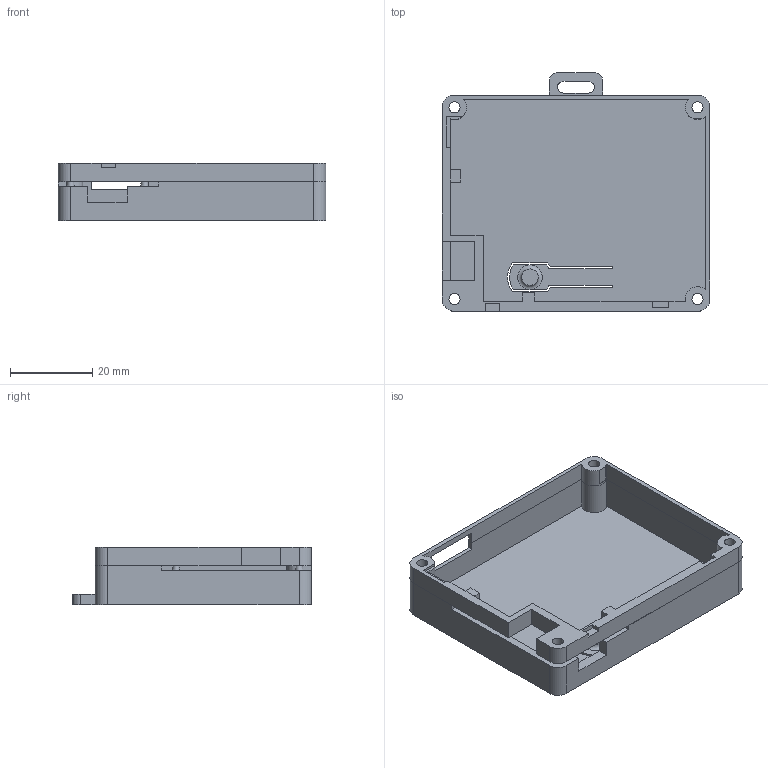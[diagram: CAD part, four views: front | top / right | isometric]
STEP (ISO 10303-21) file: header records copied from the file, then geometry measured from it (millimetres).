
FILE_DESCRIPTION(/* description */ ('STEP AP242','CAx-IF Rec.Pracs.---Representation and Presentation of Product Manufacturing Information (PMI)---4.0---2014-10-13','CAx-IF Rec.Pracs.---3D Tessellated Geometry---0.4---2014-09-14','2;1'),/* implementation_level */ '2;1');
FILE_NAME(/* name */ '7e3f3245-849d-421a-b861-088fb37218cc',/* time_stamp */ '2023-03-10T21:51:03+00:00',/* author */ (''),/* organization */ (''),/* preprocessor_version */ 'ST-DEVELOPER v18.102',/* originating_system */ ' ',/* authorisation */ ' ');
FILE_SCHEMA (('AP242_MANAGED_MODEL_BASED_3D_ENGINEERING_MIM_LF { 1 0 10303 442 1 1 4 }'));
Length unit declared in the file: metre
Products named in the file (2): Back; Middle layer
Bounding box: 65.2 x 58.2 x 14 mm (x, y, z)
Volume: 10094.7 mm3; surface area: 14578.9 mm2
Topology: 2 solids, 2 shells, 138 faces, 388 edges, 259 vertices
Faces by surface type: plane 96, cylinder 38, cone 2, bspline 1, torus 1
Full cylindrical faces by diameter (mm): 2.7 x8, 4 x1, 4.4 x4
Entity records: 4422 total; most frequent: CARTESIAN_POINT 778, ORIENTED_EDGE 734, DIRECTION 728, EDGE_CURVE 367, LINE 280, VECTOR 280, VERTEX_POINT 254, AXIS2_PLACEMENT_3D 224
